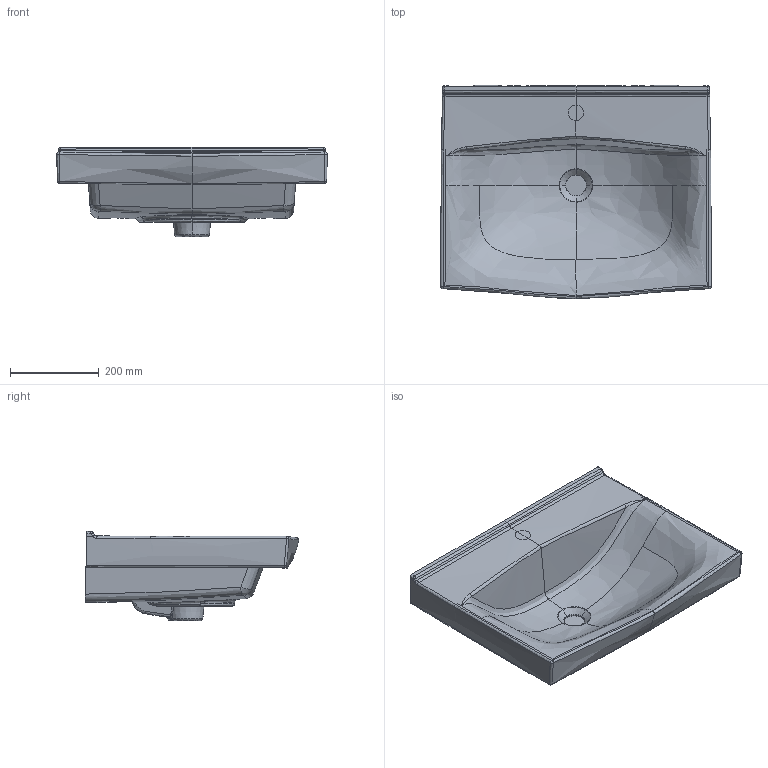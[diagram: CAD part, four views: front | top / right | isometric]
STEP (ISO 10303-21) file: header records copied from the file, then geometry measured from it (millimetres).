
FILE_DESCRIPTION(/* description */ (''),/* implementation_level */ '2;1');
FILE_NAME(/* name */ '59706A_2.stp',/* time_stamp */ '2019-01-25T12:07:43+01:00',/* author */ (''),/* organization */ (''),/* preprocessor_version */ 'ST-DEVELOPER v15',/* originating_system */ 'SIEMENS PLM Software NX 9.0',/* authorisation */ '');
FILE_SCHEMA (('AUTOMOTIVE_DESIGN { 1 0 10303 214 3 1 1 1 }'));
Length unit declared in the file: millimetre
Products named in the file (1): fpok261C74A0vmbr
Bounding box: 610.96 x 482.21 x 201.7 mm (x, y, z)
Volume: 15165919.2 mm3; surface area: 1010933.5 mm2
Topology: 1 solids, 1 shells, 364 faces, 886 edges, 502 vertices
Faces by surface type: bspline 286, plane 39, cylinder 18, cone 8, sphere 8, torus 3, extrusion 2
Entity records: 26521 total; most frequent: CARTESIAN_POINT 20366, ORIENTED_EDGE 1726, EDGE_CURVE 863, B_SPLINE_CURVE_WITH_KNOTS 610, DIRECTION 593, VERTEX_POINT 503, EDGE_LOOP 366, ADVANCED_FACE 364
